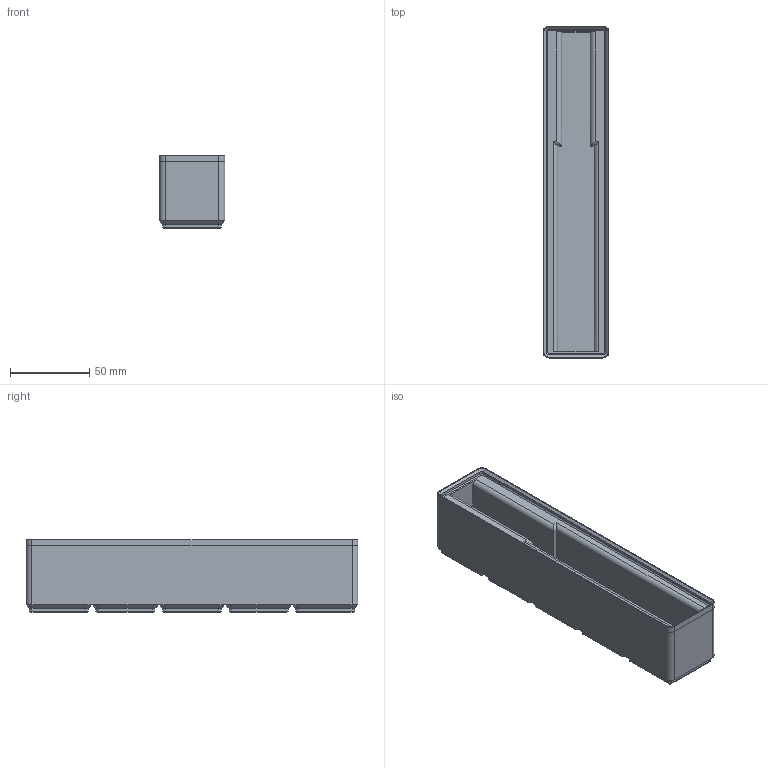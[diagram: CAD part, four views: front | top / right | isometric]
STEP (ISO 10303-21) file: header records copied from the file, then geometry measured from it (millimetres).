
FILE_DESCRIPTION(('FreeCAD Model'),'2;1');
FILE_NAME('Open CASCADE Shape Model','2025-02-20T22:27:59',(''),(''), 'Open CASCADE STEP processor 7.8','FreeCAD','Unknown');
FILE_SCHEMA(('AUTOMOTIVE_DESIGN { 1 0 10303 214 1 1 1 1 }'));
Length unit declared in the file: millimetre
Products named in the file (1): Crimper4
Bounding box: 41.5 x 209.5 x 46 mm (x, y, z)
Volume: 229499.2 mm3; surface area: 56036.1 mm2
Topology: 1 solids, 1 shells, 853 faces, 1806 edges, 976 vertices
Faces by surface type: plane 607, cylinder 198, cone 48
Full cylindrical faces by diameter (mm): 3 x20
Entity records: 21862 total; most frequent: DIRECTION 3886, CARTESIAN_POINT 3716, ORIENTED_EDGE 3612, EDGE_CURVE 1806, AXIS2_PLACEMENT_3D 1306, LINE 1274, VECTOR 1274, VERTEX_POINT 976
